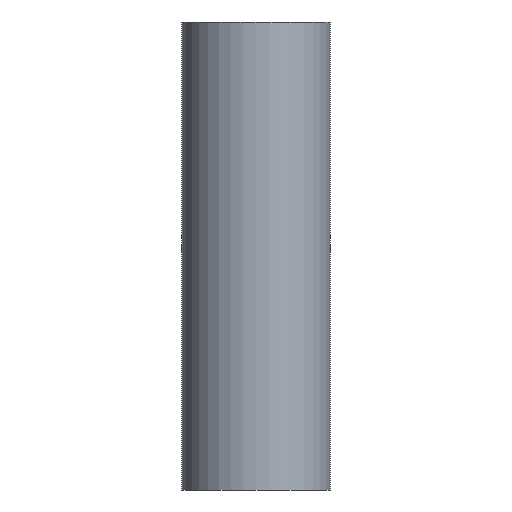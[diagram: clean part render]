
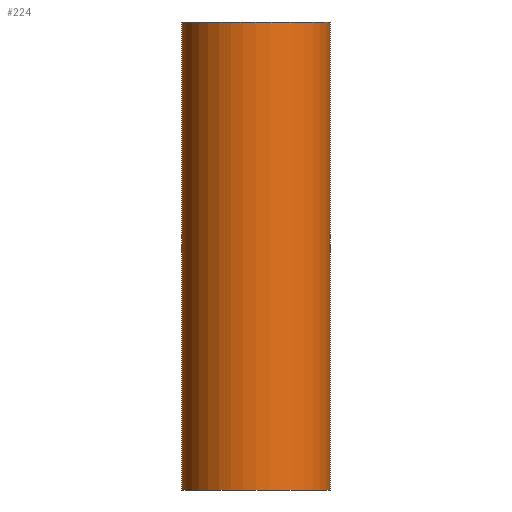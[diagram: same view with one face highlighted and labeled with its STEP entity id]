
A CAD part, front view. The second image highlights one B-rep face of the part: STEP entity #224.
In plain terms, the highlighted cylindrical face has radius 0.635 mm (diameter 1.27 mm), a partial arc.
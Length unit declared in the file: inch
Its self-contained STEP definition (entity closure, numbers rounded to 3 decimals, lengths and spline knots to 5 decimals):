
#2 = VECTOR ( 'NONE', #128, 39.37008 ) ;
#5 = CARTESIAN_POINT ( 'NONE',  ( -0.025, 0., 0.1574 ) ) ;
#16 = VERTEX_POINT ( 'NONE', #243 ) ;
#21 = ORIENTED_EDGE ( 'NONE', *, *, #161, .F. ) ;
#22 = LINE ( 'NONE', #110, #2 ) ;
#26 = CARTESIAN_POINT ( 'NONE',  ( 0., 0., 0. ) ) ;
#37 = AXIS2_PLACEMENT_3D ( 'NONE', #92, #176, #68 ) ;
#45 = AXIS2_PLACEMENT_3D ( 'NONE', #177, #91, #234 ) ;
#68 = DIRECTION ( 'NONE',  ( -1., 0., 0. ) ) ;
#74 = EDGE_CURVE ( 'NONE', #220, #132, #160, .T. ) ;
#77 = EDGE_LOOP ( 'NONE', ( #21, #246, #219, #96 ) ) ;
#80 = CIRCLE ( 'NONE', #138, 0.025 ) ;
#89 = CARTESIAN_POINT ( 'NONE',  ( 0.025, 0., 0. ) ) ;
#91 = DIRECTION ( 'NONE',  ( 0., 0., 1. ) ) ;
#92 = CARTESIAN_POINT ( 'NONE',  ( 0., 0., 0.1574 ) ) ;
#96 = ORIENTED_EDGE ( 'NONE', *, *, #170, .T. ) ;
#97 = EDGE_CURVE ( 'NONE', #220, #16, #109, .T. ) ;
#103 = CYLINDRICAL_SURFACE ( 'NONE', #37, 0.025 ) ;
#107 = DIRECTION ( 'NONE',  ( 1., 0., 0. ) ) ;
#109 = CIRCLE ( 'NONE', #45, 0.025 ) ;
#110 = CARTESIAN_POINT ( 'NONE',  ( 0.025, 0., 0.1574 ) ) ;
#124 = VECTOR ( 'NONE', #191, 39.37008 ) ;
#128 = DIRECTION ( 'NONE',  ( 0., 0., -1. ) ) ;
#132 = VERTEX_POINT ( 'NONE', #210 ) ;
#138 = AXIS2_PLACEMENT_3D ( 'NONE', #26, #228, #107 ) ;
#160 = LINE ( 'NONE', #230, #124 ) ;
#161 = EDGE_CURVE ( 'NONE', #16, #223, #22, .T. ) ;
#170 = EDGE_CURVE ( 'NONE', #132, #223, #80, .T. ) ;
#176 = DIRECTION ( 'NONE',  ( 0., 0., -1. ) ) ;
#177 = CARTESIAN_POINT ( 'NONE',  ( 0., 0., 0.1574 ) ) ;
#191 = DIRECTION ( 'NONE',  ( 0., 0., -1. ) ) ;
#210 = CARTESIAN_POINT ( 'NONE',  ( -0.025, 0., 0. ) ) ;
#219 = ORIENTED_EDGE ( 'NONE', *, *, #74, .T. ) ;
#220 = VERTEX_POINT ( 'NONE', #5 ) ;
#223 = VERTEX_POINT ( 'NONE', #89 ) ;
#224 = ADVANCED_FACE ( 'NONE', ( #231 ), #103, .T. ) ;
#228 = DIRECTION ( 'NONE',  ( 0., 0., 1. ) ) ;
#230 = CARTESIAN_POINT ( 'NONE',  ( -0.025, 0., 0.1574 ) ) ;
#231 = FACE_OUTER_BOUND ( 'NONE', #77, .T. ) ;
#234 = DIRECTION ( 'NONE',  ( 1., 0., 0. ) ) ;
#243 = CARTESIAN_POINT ( 'NONE',  ( 0.025, 0., 0.1574 ) ) ;
#246 = ORIENTED_EDGE ( 'NONE', *, *, #97, .F. ) ;
